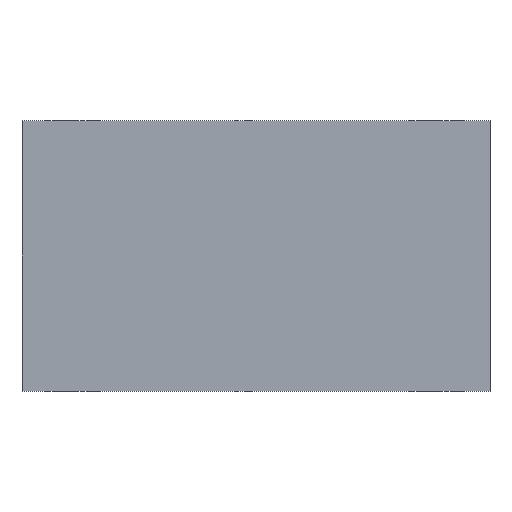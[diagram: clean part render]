
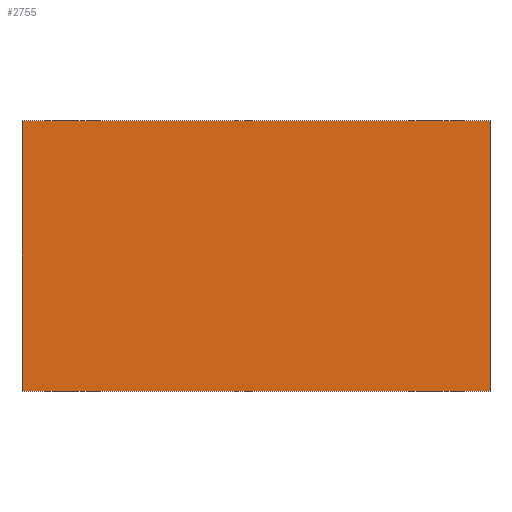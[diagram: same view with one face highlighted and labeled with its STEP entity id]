
A CAD part, front view. The second image highlights one B-rep face of the part: STEP entity #2755.
In plain terms, the highlighted planar face has unit normal (0, -1, 0).
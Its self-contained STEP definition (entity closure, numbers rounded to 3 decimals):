
#192=LINE('',#4119,#395);
#228=LINE('',#4516,#431);
#231=LINE('',#4525,#434);
#233=LINE('',#4532,#436);
#395=VECTOR('',#3282,1000.);
#431=VECTOR('',#3408,1000.);
#434=VECTOR('',#3417,1000.);
#436=VECTOR('',#3425,1000.);
#750=ORIENTED_EDGE('',*,*,#1540,.T.);
#751=ORIENTED_EDGE('',*,*,#1531,.F.);
#752=ORIENTED_EDGE('',*,*,#1536,.F.);
#753=ORIENTED_EDGE('',*,*,#1414,.T.);
#1414=EDGE_CURVE('',#1813,#1812,#192,.T.);
#1531=EDGE_CURVE('',#1918,#1919,#228,.T.);
#1536=EDGE_CURVE('',#1813,#1918,#231,.T.);
#1540=EDGE_CURVE('',#1812,#1919,#233,.T.);
#1812=VERTEX_POINT('',#4118);
#1813=VERTEX_POINT('',#4120);
#1918=VERTEX_POINT('',#4515);
#1919=VERTEX_POINT('',#4517);
#2231=EDGE_LOOP('',(#750,#751,#752,#753));
#2458=FACE_BOUND('',#2231,.T.);
#2660=PLANE('',#2993);
#2755=ADVANCED_FACE('',(#2458),#2660,.F.);
#2993=AXIS2_PLACEMENT_3D('',#4533,#3426,#3427);
#3282=DIRECTION('',(0.,0.,-1.));
#3408=DIRECTION('',(0.,0.,-1.));
#3417=DIRECTION('',(1.,0.,0.));
#3425=DIRECTION('',(1.,0.,0.));
#3426=DIRECTION('',(0.,1.,0.));
#3427=DIRECTION('',(0.,0.,1.));
#4118=CARTESIAN_POINT('',(-22.5,0.,-13.));
#4119=CARTESIAN_POINT('',(-22.5,0.,13.));
#4120=CARTESIAN_POINT('',(-22.5,0.,13.));
#4515=CARTESIAN_POINT('',(22.5,0.,13.));
#4516=CARTESIAN_POINT('',(22.5,0.,13.));
#4517=CARTESIAN_POINT('',(22.5,0.,-13.));
#4525=CARTESIAN_POINT('',(-22.5,0.,13.));
#4532=CARTESIAN_POINT('',(-22.5,0.,-13.));
#4533=CARTESIAN_POINT('',(-22.5,0.,13.));
